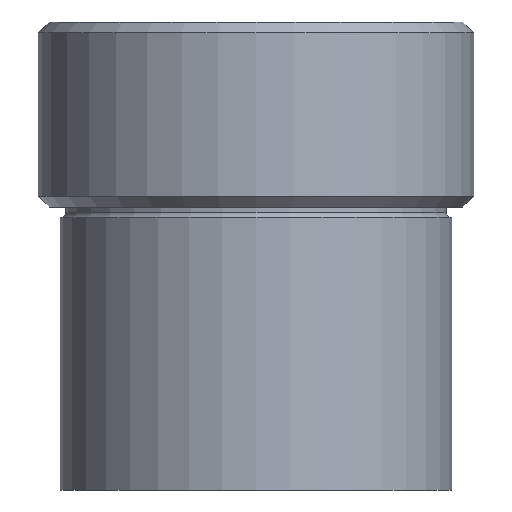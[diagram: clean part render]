
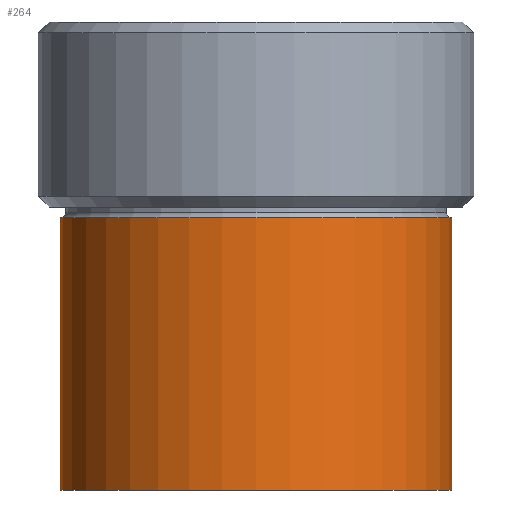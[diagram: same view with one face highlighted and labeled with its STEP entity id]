
A CAD part, front view. The second image highlights one B-rep face of the part: STEP entity #264.
In plain terms, the highlighted cylindrical face has radius 18 mm (diameter 36 mm), a partial arc.
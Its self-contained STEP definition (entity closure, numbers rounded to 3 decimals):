
#13 = AXIS2_PLACEMENT_3D ( 'NONE', #267, #147, #467 ) ;
#21 = CIRCLE ( 'NONE', #13, 18. ) ;
#36 = DIRECTION ( 'NONE',  ( 0., 0., 1. ) ) ;
#43 = VERTEX_POINT ( 'NONE', #180 ) ;
#63 = DIRECTION ( 'NONE',  ( 0., 0., 1. ) ) ;
#68 = ORIENTED_EDGE ( 'NONE', *, *, #518, .T. ) ;
#79 = AXIS2_PLACEMENT_3D ( 'NONE', #161, #36, #523 ) ;
#96 = DIRECTION ( 'NONE',  ( 0., 0., 1. ) ) ;
#125 = CIRCLE ( 'NONE', #166, 18. ) ;
#126 = DIRECTION ( 'NONE',  ( 0., 0., 1. ) ) ;
#128 = LINE ( 'NONE', #337, #346 ) ;
#130 = EDGE_CURVE ( 'NONE', #271, #43, #508, .T. ) ;
#137 = CARTESIAN_POINT ( 'NONE',  ( -18., 0., -18. ) ) ;
#147 = DIRECTION ( 'NONE',  ( 0., 0., 1. ) ) ;
#161 = CARTESIAN_POINT ( 'NONE',  ( 0., 0., 0. ) ) ;
#163 = FACE_OUTER_BOUND ( 'NONE', #479, .T. ) ;
#166 = AXIS2_PLACEMENT_3D ( 'NONE', #417, #96, #299 ) ;
#180 = CARTESIAN_POINT ( 'NONE',  ( 18., 0., -18. ) ) ;
#258 = ORIENTED_EDGE ( 'NONE', *, *, #411, .F. ) ;
#264 = ADVANCED_FACE ( 'NONE', ( #163 ), #365, .T. ) ;
#267 = CARTESIAN_POINT ( 'NONE',  ( 0., 0., -43. ) ) ;
#271 = VERTEX_POINT ( 'NONE', #439 ) ;
#299 = DIRECTION ( 'NONE',  ( 1., 0., 0. ) ) ;
#329 = ORIENTED_EDGE ( 'NONE', *, *, #340, .F. ) ;
#337 = CARTESIAN_POINT ( 'NONE',  ( -18., 0., 0. ) ) ;
#340 = EDGE_CURVE ( 'NONE', #360, #43, #125, .T. ) ;
#346 = VECTOR ( 'NONE', #126, 1000. ) ;
#360 = VERTEX_POINT ( 'NONE', #137 ) ;
#365 = CYLINDRICAL_SURFACE ( 'NONE', #79, 18. ) ;
#384 = VERTEX_POINT ( 'NONE', #459 ) ;
#411 = EDGE_CURVE ( 'NONE', #384, #360, #128, .T. ) ;
#417 = CARTESIAN_POINT ( 'NONE',  ( 0., 0., -18. ) ) ;
#439 = CARTESIAN_POINT ( 'NONE',  ( 18., 0., -43. ) ) ;
#446 = VECTOR ( 'NONE', #63, 1000. ) ;
#454 = ORIENTED_EDGE ( 'NONE', *, *, #130, .T. ) ;
#459 = CARTESIAN_POINT ( 'NONE',  ( -18., 0., -43. ) ) ;
#465 = CARTESIAN_POINT ( 'NONE',  ( 18., 0., 0. ) ) ;
#467 = DIRECTION ( 'NONE',  ( 1., 0., 0. ) ) ;
#479 = EDGE_LOOP ( 'NONE', ( #258, #68, #454, #329 ) ) ;
#508 = LINE ( 'NONE', #465, #446 ) ;
#518 = EDGE_CURVE ( 'NONE', #384, #271, #21, .T. ) ;
#523 = DIRECTION ( 'NONE',  ( 1., 0., 0. ) ) ;
